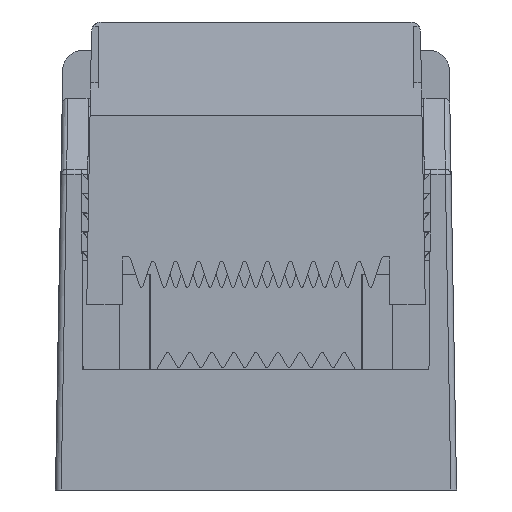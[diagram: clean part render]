
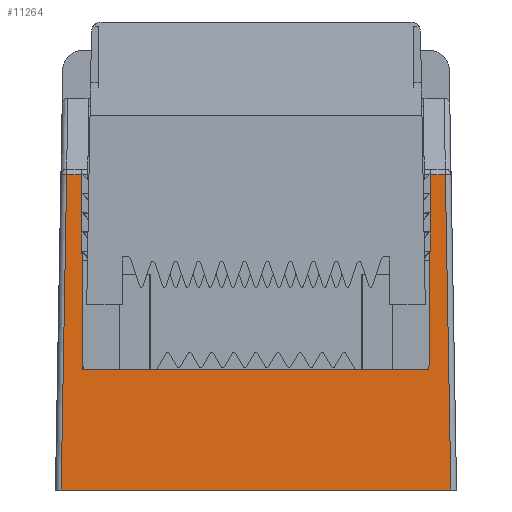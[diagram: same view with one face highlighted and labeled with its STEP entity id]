
A CAD part, left-side view. The second image highlights one B-rep face of the part: STEP entity #11264.
In plain terms, the highlighted face is planar.
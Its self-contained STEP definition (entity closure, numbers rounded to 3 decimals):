
#8158=CARTESIAN_POINT('',(10.2,-8.,0.));
#8236=CARTESIAN_POINT('',(-10.2,-8.,0.));
#8242=DIRECTION('',(1.,0.,0.));
#8243=VECTOR('',#8242,20.4);
#8244=CARTESIAN_POINT('',(-10.2,-8.,0.));
#8245=LINE('',#8244,#8243);
#8325=CARTESIAN_POINT('',(9.144,-7.712,16.505));
#8583=DIRECTION('',(-1.,0.,0.));
#8584=VECTOR('',#8583,0.768);
#8585=CARTESIAN_POINT('',(-9.144,-7.712,
16.505));
#8586=LINE('',#8585,#8584);
#8587=DIRECTION('',(0.008,-0.017,-1.));
#8588=VECTOR('',#8587,10.207);
#8589=CARTESIAN_POINT('',(-9.144,-7.712,
16.505));
#8590=LINE('',#8589,#8588);
#8591=DIRECTION('',(-0.009,-0.017,-1.));
#8592=VECTOR('',#8591,10.207);
#8593=CARTESIAN_POINT('',(9.144,-7.712,16.505));
#8594=LINE('',#8593,#8592);
#8595=DIRECTION('',(-1.,0.,0.));
#8596=VECTOR('',#8595,0.768);
#8597=CARTESIAN_POINT('',(9.912,-7.712,16.505));
#8598=LINE('',#8597,#8596);
#8599=DIRECTION('',(0.017,-0.017,-1.));
#8600=VECTOR('',#8599,16.51);
#8601=CARTESIAN_POINT('',(9.912,-7.712,16.505));
#8602=LINE('',#8601,#8600);
#8603=DIRECTION('',(-0.017,-0.017,-1.));
#8604=VECTOR('',#8603,16.51);
#8605=CARTESIAN_POINT('',(-9.912,-7.712,
16.505));
#8606=LINE('',#8605,#8604);
#8675=CARTESIAN_POINT('',(-9.144,-7.712,
16.505));
#9204=DIRECTION('',(-1.,0.,0.));
#9205=VECTOR('',#9204,18.112);
#9206=CARTESIAN_POINT('',(9.055,-7.89,6.3));
#9207=LINE('',#9206,#9205);
#10458=CARTESIAN_POINT('',(-9.058,-7.89,
6.3));
#10459=VERTEX_POINT('',#10458);
#10460=CARTESIAN_POINT('',(9.055,-7.89,6.3));
#10461=VERTEX_POINT('',#10460);
#10479=VERTEX_POINT('',#8158);
#10480=VERTEX_POINT('',#8236);
#10532=CARTESIAN_POINT('',(-9.912,-7.712,
16.505));
#10533=VERTEX_POINT('',#10532);
#10535=VERTEX_POINT('',#8675);
#10536=VERTEX_POINT('',#8325);
#10540=CARTESIAN_POINT('',(9.912,-7.712,
16.505));
#10541=VERTEX_POINT('',#10540);
#11245=CARTESIAN_POINT('',(-12.7,-8.,0.));
#11246=DIRECTION('',(0.,-1.,0.017));
#11247=DIRECTION('',(1.,0.,0.));
#11248=AXIS2_PLACEMENT_3D('',#11245,#11246,#11247);
#11249=PLANE('',#11248);
#11251=ORIENTED_EDGE('',*,*,#11250,.F.);
#11253=ORIENTED_EDGE('',*,*,#11252,.T.);
#11255=ORIENTED_EDGE('',*,*,#11254,.F.);
#11256=ORIENTED_EDGE('',*,*,#10715,.F.);
#11257=ORIENTED_EDGE('',*,*,#10704,.F.);
#11258=ORIENTED_EDGE('',*,*,#10676,.T.);
#11259=ORIENTED_EDGE('',*,*,#10661,.F.);
#11261=ORIENTED_EDGE('',*,*,#11260,.F.);
#11262=EDGE_LOOP('',(#11251,#11253,#11255,#11256,#11257,#11258,#11259,#11261));
#11263=FACE_OUTER_BOUND('',#11262,.F.);
#11264=ADVANCED_FACE('',(#11263),#11249,.T.);
#10661=EDGE_CURVE('',#10480,#10479,#8245,.T.);
#10676=EDGE_CURVE('',#10541,#10479,#8602,.T.);
#10704=EDGE_CURVE('',#10541,#10536,#8598,.T.);
#10715=EDGE_CURVE('',#10536,#10461,#8594,.T.);
#11250=EDGE_CURVE('',#10535,#10533,#8586,.T.);
#11252=EDGE_CURVE('',#10535,#10459,#8590,.T.);
#11254=EDGE_CURVE('',#10461,#10459,#9207,.T.);
#11260=EDGE_CURVE('',#10533,#10480,#8606,.T.);
